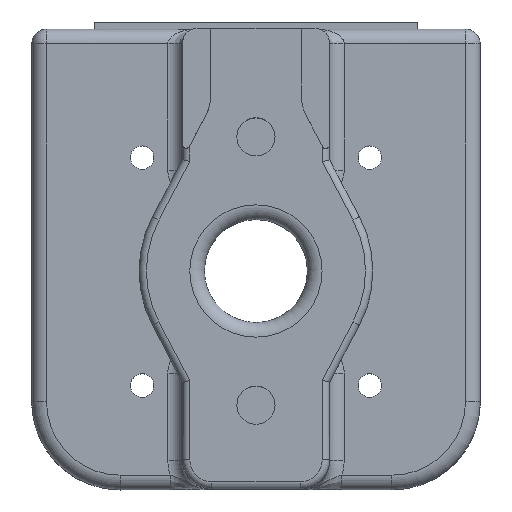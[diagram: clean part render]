
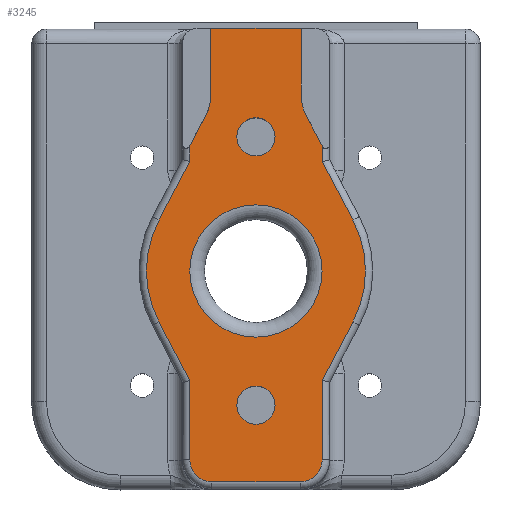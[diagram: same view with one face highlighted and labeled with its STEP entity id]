
A CAD part, top view. The second image highlights one B-rep face of the part: STEP entity #3245.
In plain terms, the highlighted planar face has unit normal (0, 0, 1).
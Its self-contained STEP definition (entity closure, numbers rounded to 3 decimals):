
#253=FACE_BOUND('',#703,.T.);
#254=FACE_BOUND('',#704,.T.);
#255=FACE_BOUND('',#705,.T.);
#314=CIRCLE('',#3501,14.9);
#315=CIRCLE('',#3502,3.);
#316=CIRCLE('',#3503,3.);
#317=CIRCLE('',#3504,14.9);
#318=CIRCLE('',#3505,6.);
#319=CIRCLE('',#3506,6.);
#320=CIRCLE('',#3507,2.6);
#321=CIRCLE('',#3508,2.6);
#322=CIRCLE('',#3509,9.);
#496=FACE_OUTER_BOUND('',#702,.T.);
#702=EDGE_LOOP('',(#2315,#2316,#2317,#2318,#2319,#2320,#2321,#2322,#2323,
#2324,#2325,#2326,#2327,#2328,#2329,#2330,#2331,#2332,#2333,#2334));
#703=EDGE_LOOP('',(#2335));
#704=EDGE_LOOP('',(#2336));
#705=EDGE_LOOP('',(#2337));
#932=LINE('',#5213,#1156);
#946=LINE('',#5281,#1170);
#947=LINE('',#5285,#1171);
#948=LINE('',#5289,#1172);
#949=LINE('',#5291,#1173);
#950=LINE('',#5295,#1174);
#951=LINE('',#5299,#1175);
#952=LINE('',#5301,#1176);
#953=LINE('',#5305,#1177);
#954=LINE('',#5307,#1178);
#955=LINE('',#5309,#1179);
#956=LINE('',#5312,#1180);
#957=LINE('',#5314,#1181);
#958=LINE('',#5317,#1182);
#1156=VECTOR('',#3979,10.);
#1170=VECTOR('',#4025,10.);
#1171=VECTOR('',#4030,10.);
#1172=VECTOR('',#4033,10.);
#1173=VECTOR('',#4034,10.);
#1174=VECTOR('',#4037,10.);
#1175=VECTOR('',#4040,10.);
#1176=VECTOR('',#4041,10.);
#1177=VECTOR('',#4044,10.);
#1178=VECTOR('',#4045,10.);
#1179=VECTOR('',#4046,10.);
#1180=VECTOR('',#4049,10.);
#1181=VECTOR('',#4050,10.);
#1182=VECTOR('',#4053,10.);
#1401=VERTEX_POINT('',#5210);
#1402=VERTEX_POINT('',#5212);
#1423=VERTEX_POINT('',#5278);
#1424=VERTEX_POINT('',#5280);
#1425=VERTEX_POINT('',#5284);
#1426=VERTEX_POINT('',#5286);
#1427=VERTEX_POINT('',#5288);
#1428=VERTEX_POINT('',#5290);
#1429=VERTEX_POINT('',#5292);
#1430=VERTEX_POINT('',#5294);
#1431=VERTEX_POINT('',#5296);
#1432=VERTEX_POINT('',#5298);
#1433=VERTEX_POINT('',#5300);
#1434=VERTEX_POINT('',#5302);
#1435=VERTEX_POINT('',#5304);
#1436=VERTEX_POINT('',#5306);
#1437=VERTEX_POINT('',#5308);
#1438=VERTEX_POINT('',#5310);
#1439=VERTEX_POINT('',#5313);
#1440=VERTEX_POINT('',#5315);
#1441=VERTEX_POINT('',#5318);
#1442=VERTEX_POINT('',#5320);
#1443=VERTEX_POINT('',#5322);
#1733=EDGE_CURVE('',#1401,#1402,#932,.T.);
#1760=EDGE_CURVE('',#1423,#1424,#946,.T.);
#1762=EDGE_CURVE('',#1425,#1423,#947,.T.);
#1763=EDGE_CURVE('',#1426,#1425,#314,.T.);
#1764=EDGE_CURVE('',#1427,#1426,#948,.T.);
#1765=EDGE_CURVE('',#1428,#1427,#949,.T.);
#1766=EDGE_CURVE('',#1429,#1428,#315,.T.);
#1767=EDGE_CURVE('',#1430,#1429,#950,.T.);
#1768=EDGE_CURVE('',#1431,#1430,#316,.T.);
#1769=EDGE_CURVE('',#1432,#1431,#951,.T.);
#1770=EDGE_CURVE('',#1433,#1432,#952,.T.);
#1771=EDGE_CURVE('',#1434,#1433,#317,.T.);
#1772=EDGE_CURVE('',#1435,#1434,#953,.T.);
#1773=EDGE_CURVE('',#1436,#1435,#954,.T.);
#1774=EDGE_CURVE('',#1437,#1436,#955,.T.);
#1775=EDGE_CURVE('',#1438,#1437,#318,.T.);
#1776=EDGE_CURVE('',#1402,#1438,#956,.T.);
#1777=EDGE_CURVE('',#1439,#1401,#957,.T.);
#1778=EDGE_CURVE('',#1440,#1439,#319,.T.);
#1779=EDGE_CURVE('',#1424,#1440,#958,.T.);
#1780=EDGE_CURVE('',#1441,#1441,#320,.T.);
#1781=EDGE_CURVE('',#1442,#1442,#321,.T.);
#1782=EDGE_CURVE('',#1443,#1443,#322,.T.);
#2315=ORIENTED_EDGE('',*,*,#1760,.F.);
#2316=ORIENTED_EDGE('',*,*,#1762,.F.);
#2317=ORIENTED_EDGE('',*,*,#1763,.F.);
#2318=ORIENTED_EDGE('',*,*,#1764,.F.);
#2319=ORIENTED_EDGE('',*,*,#1765,.F.);
#2320=ORIENTED_EDGE('',*,*,#1766,.F.);
#2321=ORIENTED_EDGE('',*,*,#1767,.F.);
#2322=ORIENTED_EDGE('',*,*,#1768,.F.);
#2323=ORIENTED_EDGE('',*,*,#1769,.F.);
#2324=ORIENTED_EDGE('',*,*,#1770,.F.);
#2325=ORIENTED_EDGE('',*,*,#1771,.F.);
#2326=ORIENTED_EDGE('',*,*,#1772,.F.);
#2327=ORIENTED_EDGE('',*,*,#1773,.F.);
#2328=ORIENTED_EDGE('',*,*,#1774,.F.);
#2329=ORIENTED_EDGE('',*,*,#1775,.F.);
#2330=ORIENTED_EDGE('',*,*,#1776,.F.);
#2331=ORIENTED_EDGE('',*,*,#1733,.F.);
#2332=ORIENTED_EDGE('',*,*,#1777,.F.);
#2333=ORIENTED_EDGE('',*,*,#1778,.F.);
#2334=ORIENTED_EDGE('',*,*,#1779,.F.);
#2335=ORIENTED_EDGE('',*,*,#1780,.F.);
#2336=ORIENTED_EDGE('',*,*,#1781,.F.);
#2337=ORIENTED_EDGE('',*,*,#1782,.F.);
#3170=PLANE('',#3500);
#3245=ADVANCED_FACE('',(#496,#253,#254,#255),#3170,.T.);
#3500=AXIS2_PLACEMENT_3D('',#5283,#4028,#4029);
#3501=AXIS2_PLACEMENT_3D('',#5287,#4031,#4032);
#3502=AXIS2_PLACEMENT_3D('',#5293,#4035,#4036);
#3503=AXIS2_PLACEMENT_3D('',#5297,#4038,#4039);
#3504=AXIS2_PLACEMENT_3D('',#5303,#4042,#4043);
#3505=AXIS2_PLACEMENT_3D('',#5311,#4047,#4048);
#3506=AXIS2_PLACEMENT_3D('',#5316,#4051,#4052);
#3507=AXIS2_PLACEMENT_3D('',#5319,#4054,#4055);
#3508=AXIS2_PLACEMENT_3D('',#5321,#4056,#4057);
#3509=AXIS2_PLACEMENT_3D('',#5323,#4058,#4059);
#3979=DIRECTION('',(1.,0.,0.));
#4025=DIRECTION('',(0.,1.,0.));
#4028=DIRECTION('center_axis',(0.,0.,
1.));
#4029=DIRECTION('ref_axis',(0.,-1.,0.));
#4030=DIRECTION('',(0.466,0.885,0.));
#4031=DIRECTION('center_axis',(0.,0.,
-1.));
#4032=DIRECTION('ref_axis',(-1.,0.,0.));
#4033=DIRECTION('',(-0.466,0.885,0.));
#4034=DIRECTION('',(0.,1.,0.));
#4035=DIRECTION('center_axis',(0.,0.,
-1.));
#4036=DIRECTION('ref_axis',(-0.707,-0.707,0.));
#4037=DIRECTION('',(-1.,0.,0.));
#4038=DIRECTION('center_axis',(0.,0.,
-1.));
#4039=DIRECTION('ref_axis',(0.707,-0.707,0.));
#4040=DIRECTION('',(0.,-1.,0.));
#4041=DIRECTION('',(-0.466,-0.885,0.));
#4042=DIRECTION('center_axis',(0.,0.,
-1.));
#4043=DIRECTION('ref_axis',(1.,0.,0.));
#4044=DIRECTION('',(0.466,-0.885,0.));
#4045=DIRECTION('',(0.,-1.,0.));
#4046=DIRECTION('',(0.466,-0.885,0.));
#4047=DIRECTION('center_axis',(0.,0.,
1.));
#4048=DIRECTION('ref_axis',(-0.971,-0.24,0.));
#4049=DIRECTION('',(0.,-1.,0.));
#4050=DIRECTION('',(0.,1.,0.));
#4051=DIRECTION('center_axis',(0.,0.,
1.));
#4052=DIRECTION('ref_axis',(0.971,-0.24,0.));
#4053=DIRECTION('',(0.466,0.885,0.));
#4054=DIRECTION('center_axis',(0.,0.,
1.));
#4055=DIRECTION('ref_axis',(0.,-1.,0.));
#4056=DIRECTION('center_axis',(0.,0.,
1.));
#4057=DIRECTION('ref_axis',(0.,-1.,0.));
#4058=DIRECTION('center_axis',(0.,0.,
1.));
#4059=DIRECTION('ref_axis',(1.,0.,0.));
#5210=CARTESIAN_POINT('',(-81.15,379.092,-181.718));
#5212=CARTESIAN_POINT('',(-68.85,379.092,-181.718));
#5213=CARTESIAN_POINT('',(-75.,379.092,-181.718));
#5278=CARTESIAN_POINT('',(-84.,361.006,-181.718));
#5280=CARTESIAN_POINT('',(-84.,363.153,-181.718));
#5281=CARTESIAN_POINT('',(-84.,363.092,-181.718));
#5283=CARTESIAN_POINT('Origin',(-75.,350.592,-181.718));
#5284=CARTESIAN_POINT('',(-88.196,353.034,-181.718));
#5285=CARTESIAN_POINT('',(-87.268,354.797,-181.718));
#5286=CARTESIAN_POINT('',(-88.196,339.154,-181.718));
#5287=CARTESIAN_POINT('Origin',(-75.011,346.094,-181.718));
#5288=CARTESIAN_POINT('',(-84.,331.182,-181.718));
#5289=CARTESIAN_POINT('',(-85.361,333.768,-181.718));
#5290=CARTESIAN_POINT('',(-84.,320.397,-181.718));
#5291=CARTESIAN_POINT('',(-84.,337.968,-181.718));
#5292=CARTESIAN_POINT('',(-81.,317.397,-181.718));
#5293=CARTESIAN_POINT('Origin',(-81.,320.397,-181.718));
#5294=CARTESIAN_POINT('',(-69.,317.397,-181.718));
#5295=CARTESIAN_POINT('',(-71.731,317.397,-181.718));
#5296=CARTESIAN_POINT('',(-66.,320.397,-181.718));
#5297=CARTESIAN_POINT('Origin',(-69.,320.397,-181.718));
#5298=CARTESIAN_POINT('',(-66.,331.223,-181.718));
#5299=CARTESIAN_POINT('',(-66.,337.965,-181.718));
#5300=CARTESIAN_POINT('',(-61.826,339.154,-181.718));
#5301=CARTESIAN_POINT('',(-60.897,340.918,-181.718));
#5302=CARTESIAN_POINT('',(-61.826,353.034,-181.718));
#5303=CARTESIAN_POINT('Origin',(-75.011,346.094,-181.718));
#5304=CARTESIAN_POINT('',(-66.,360.965,-181.718));
#5305=CARTESIAN_POINT('',(-64.781,358.649,-181.718));
#5306=CARTESIAN_POINT('',(-66.,363.112,-181.718));
#5307=CARTESIAN_POINT('',(-66.,363.092,-181.718));
#5308=CARTESIAN_POINT('',(-68.16,367.215,-181.718));
#5309=CARTESIAN_POINT('',(-65.627,362.404,-181.718));
#5310=CARTESIAN_POINT('',(-68.85,370.01,-181.718));
#5311=CARTESIAN_POINT('Origin',(-62.85,370.01,-181.718));
#5312=CARTESIAN_POINT('',(-68.85,364.859,-181.718));
#5313=CARTESIAN_POINT('',(-81.15,370.05,-181.718));
#5314=CARTESIAN_POINT('',(-81.15,368.69,-181.718));
#5315=CARTESIAN_POINT('',(-81.841,367.256,-181.718));
#5316=CARTESIAN_POINT('Origin',(-87.15,370.05,-181.718));
#5317=CARTESIAN_POINT('',(-88.153,355.263,-181.718));
#5318=CARTESIAN_POINT('',(-75.011,330.444,-181.718));
#5319=CARTESIAN_POINT('Origin',(-75.011,327.844,-181.718));
#5320=CARTESIAN_POINT('',(-75.011,366.944,-181.718));
#5321=CARTESIAN_POINT('Origin',(-75.011,364.344,-181.718));
#5322=CARTESIAN_POINT('',(-84.011,346.094,-181.718));
#5323=CARTESIAN_POINT('Origin',(-75.011,346.094,-181.718));
